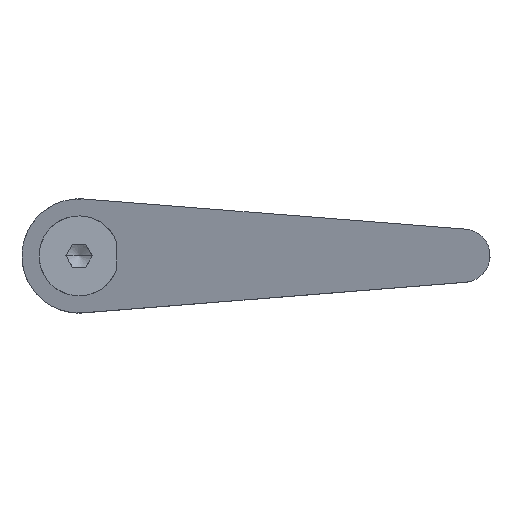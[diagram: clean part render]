
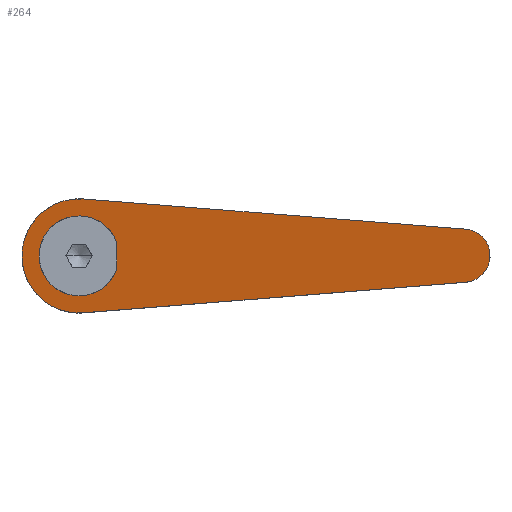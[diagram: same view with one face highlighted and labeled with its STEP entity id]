
A CAD part, top view. The second image highlights one B-rep face of the part: STEP entity #264.
In plain terms, the highlighted planar face has unit normal (-0.26, 0, 0.966).
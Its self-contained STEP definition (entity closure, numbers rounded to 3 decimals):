
#224=VERTEX_POINT('',#624);
#260=VERTEX_POINT('',#663);
#264=ADVANCED_FACE('',(#668,#669),#670,.F.);
#282=EDGE_CURVE('',#518,#386,#690,.T.);
#292=EDGE_CURVE('',#432,#310,#701,.T.);
#302=VERTEX_POINT('',#714);
#308=EDGE_CURVE('',#302,#432,#721,.T.);
#310=VERTEX_POINT('',#723);
#334=EDGE_CURVE('',#386,#588,#752,.T.);
#370=EDGE_CURVE('',#310,#224,#792,.T.);
#386=VERTEX_POINT('',#809);
#432=VERTEX_POINT('',#860);
#434=EDGE_CURVE('',#224,#502,#862,.T.);
#502=VERTEX_POINT('',#939);
#516=EDGE_CURVE('',#260,#518,#955,.T.);
#518=VERTEX_POINT('',#957);
#570=EDGE_CURVE('',#588,#260,#1015,.T.);
#588=VERTEX_POINT('',#1034);
#590=EDGE_CURVE('',#502,#302,#1036,.T.);
#624=CARTESIAN_POINT('',(1.188,-14.953,88.157));
#663=CARTESIAN_POINT('',(0.,-10.5,87.837));
#668=FACE_OUTER_BOUND('',#1130,.T.);
#669=FACE_BOUND('',#1131,.T.);
#670=PLANE('',#1132);
#690=LINE('',#1161,#1162);
#701=ELLIPSE('',#1175,15.534,15.0);
#714=CARTESIAN_POINT('',(101.554,6.978,115.167));
#721=LINE('',#1198,#1199);
#723=CARTESIAN_POINT('',(-15.0,0.,83.8));
#752=ELLIPSE('',#1237,10.874,10.5);
#792=ELLIPSE('',#1290,15.534,15.0);
#809=CARTESIAN_POINT('',(9.896,3.511,90.5));
#860=CARTESIAN_POINT('',(1.188,14.953,88.157));
#862=LINE('',#1408,#1409);
#939=CARTESIAN_POINT('',(101.554,-6.978,115.167));
#955=ELLIPSE('',#1547,10.874,10.5);
#957=CARTESIAN_POINT('',(9.896,-3.511,90.5));
#1015=ELLIPSE('',#1636,10.874,10.5);
#1034=CARTESIAN_POINT('',(0.,10.5,87.837));
#1036=ELLIPSE('',#1663,7.249,7.0);
#1130=EDGE_LOOP('',(#1727,#1728,#1729,#1730,#1731));
#1131=EDGE_LOOP('',(#1732,#1733,#1734,#1735));
#1132=AXIS2_PLACEMENT_3D('',#1736,#1737,#1738);
#1161=CARTESIAN_POINT('',(9.896,0.,90.5));
#1162=VECTOR('',#1763,1.0);
#1175=AXIS2_PLACEMENT_3D('',#1774,#1775,#1776);
#1198=CARTESIAN_POINT('',(56.602,10.55,103.07));
#1199=VECTOR('',#1801,1.0);
#1237=AXIS2_PLACEMENT_3D('',#1844,#1845,#1846);
#1290=AXIS2_PLACEMENT_3D('',#1893,#1894,#1895);
#1408=CARTESIAN_POINT('',(103.416,-6.83,115.668));
#1409=VECTOR('',#1958,1.0);
#1547=AXIS2_PLACEMENT_3D('',#2076,#2077,#2078);
#1636=AXIS2_PLACEMENT_3D('',#2141,#2142,#2143);
#1663=AXIS2_PLACEMENT_3D('',#2162,#2163,#2164);
#1727=ORIENTED_EDGE('',*,*,#292,.T.);
#1728=ORIENTED_EDGE('',*,*,#370,.T.);
#1729=ORIENTED_EDGE('',*,*,#434,.T.);
#1730=ORIENTED_EDGE('',*,*,#590,.T.);
#1731=ORIENTED_EDGE('',*,*,#308,.T.);
#1732=ORIENTED_EDGE('',*,*,#334,.F.);
#1733=ORIENTED_EDGE('',*,*,#282,.F.);
#1734=ORIENTED_EDGE('',*,*,#516,.F.);
#1735=ORIENTED_EDGE('',*,*,#570,.F.);
#1736=CARTESIAN_POINT('',(48.966,0.,101.015));
#1737=DIRECTION('',(0.26,0.,-0.966));
#1738=DIRECTION('',(0.251,0.966,0.068));
#1763=DIRECTION('',(0.,1.0,0.0));
#1774=CARTESIAN_POINT('',(0.,0.,87.837));
#1775=DIRECTION('',(-0.26,0.,0.966));
#1776=DIRECTION('',(-0.966,0.,-0.26));
#1801=DIRECTION('',(-0.963,0.077,-0.259));
#1844=CARTESIAN_POINT('',(0.,0.,87.837));
#1845=DIRECTION('',(-0.26,0.,0.966));
#1846=DIRECTION('',(-0.966,0.0,-0.26));
#1893=CARTESIAN_POINT('',(0.,0.,87.837));
#1894=DIRECTION('',(-0.26,0.,0.966));
#1895=DIRECTION('',(-0.966,0.,-0.26));
#1958=DIRECTION('',(0.963,0.077,0.259));
#2076=CARTESIAN_POINT('',(0.,0.,87.837));
#2077=DIRECTION('',(-0.26,0.,0.966));
#2078=DIRECTION('',(-0.966,0.0,-0.26));
#2141=CARTESIAN_POINT('',(0.,0.,87.837));
#2142=DIRECTION('',(-0.26,0.,0.966));
#2143=DIRECTION('',(-0.966,0.0,-0.26));
#2162=CARTESIAN_POINT('',(101.0,0.0,115.018));
#2163=DIRECTION('',(-0.26,0.,0.966));
#2164=DIRECTION('',(0.966,0.,0.26));
